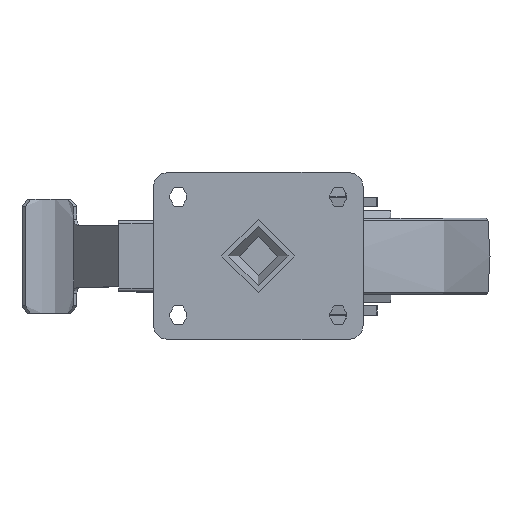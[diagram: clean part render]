
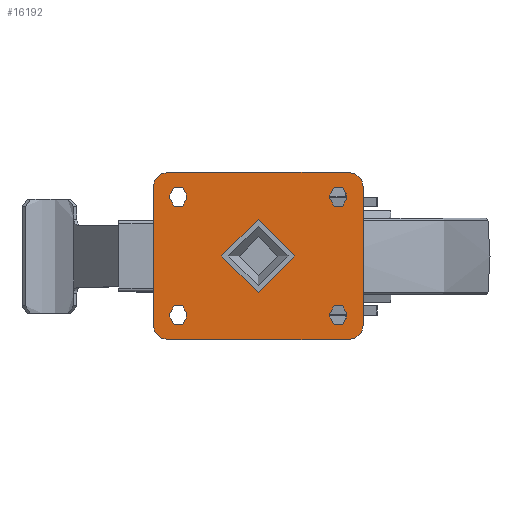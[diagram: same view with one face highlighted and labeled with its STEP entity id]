
A CAD part, top view. The second image highlights one B-rep face of the part: STEP entity #16192.
In plain terms, the highlighted planar face has unit normal (0, 0, 1).
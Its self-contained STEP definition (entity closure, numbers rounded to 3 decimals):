
#1255=FACE_BOUND('',#3199,.T.);
#1256=FACE_BOUND('',#3200,.T.);
#1257=FACE_BOUND('',#3201,.T.);
#1258=FACE_BOUND('',#3202,.T.);
#1259=FACE_BOUND('',#3203,.T.);
#1457=PLANE('',#17542);
#2219=FACE_OUTER_BOUND('',#3198,.T.);
#3198=EDGE_LOOP('',(#11468,#11469,#11470,#11471,#11472,#11473,#11474,#11475));
#3199=EDGE_LOOP('',(#11476));
#3200=EDGE_LOOP('',(#11477,#11478,#11479,#11480));
#3201=EDGE_LOOP('',(#11481,#11482,#11483,#11484));
#3202=EDGE_LOOP('',(#11485,#11486,#11487,#11488));
#3203=EDGE_LOOP('',(#11489,#11490,#11491,#11492));
#4336=LINE('',#23244,#5521);
#4338=LINE('',#23247,#5523);
#4340=LINE('',#23250,#5525);
#4350=LINE('',#23289,#5535);
#4354=LINE('',#23299,#5539);
#4356=LINE('',#23305,#5541);
#4360=LINE('',#23315,#5545);
#4362=LINE('',#23321,#5547);
#4366=LINE('',#23331,#5551);
#4368=LINE('',#23337,#5553);
#4372=LINE('',#23347,#5557);
#4374=LINE('',#23353,#5559);
#5521=VECTOR('',#19056,1000.);
#5523=VECTOR('',#19060,1000.);
#5525=VECTOR('',#19064,1000.);
#5535=VECTOR('',#19100,1000.);
#5539=VECTOR('',#19110,1000.);
#5541=VECTOR('',#19118,1000.);
#5545=VECTOR('',#19128,1000.);
#5547=VECTOR('',#19136,1000.);
#5551=VECTOR('',#19146,1000.);
#5553=VECTOR('',#19154,1000.);
#5557=VECTOR('',#19164,1000.);
#5559=VECTOR('',#19172,1000.);
#6695=CIRCLE('',#17477,24.);
#6704=CIRCLE('',#17491,10.);
#6706=CIRCLE('',#17494,10.);
#6708=CIRCLE('',#17497,10.);
#6710=CIRCLE('',#17500,10.);
#6720=CIRCLE('',#17519,5.5);
#6721=CIRCLE('',#17522,5.5);
#6722=CIRCLE('',#17525,5.5);
#6723=CIRCLE('',#17528,5.5);
#6724=CIRCLE('',#17531,5.5);
#6725=CIRCLE('',#17534,5.5);
#6726=CIRCLE('',#17537,5.5);
#6727=CIRCLE('',#17540,5.5);
#7300=VERTEX_POINT('',#23181);
#7308=VERTEX_POINT('',#23207);
#7309=VERTEX_POINT('',#23208);
#7312=VERTEX_POINT('',#23216);
#7313=VERTEX_POINT('',#23217);
#7316=VERTEX_POINT('',#23225);
#7317=VERTEX_POINT('',#23226);
#7320=VERTEX_POINT('',#23234);
#7321=VERTEX_POINT('',#23235);
#7340=VERTEX_POINT('',#23291);
#7341=VERTEX_POINT('',#23293);
#7342=VERTEX_POINT('',#23297);
#7343=VERTEX_POINT('',#23301);
#7344=VERTEX_POINT('',#23307);
#7345=VERTEX_POINT('',#23309);
#7346=VERTEX_POINT('',#23313);
#7347=VERTEX_POINT('',#23317);
#7348=VERTEX_POINT('',#23323);
#7349=VERTEX_POINT('',#23325);
#7350=VERTEX_POINT('',#23329);
#7351=VERTEX_POINT('',#23333);
#7352=VERTEX_POINT('',#23339);
#7353=VERTEX_POINT('',#23341);
#7354=VERTEX_POINT('',#23345);
#7355=VERTEX_POINT('',#23349);
#8905=EDGE_CURVE('',#7300,#7300,#6695,.T.);
#8917=EDGE_CURVE('',#7308,#7309,#6704,.T.);
#8921=EDGE_CURVE('',#7312,#7313,#6706,.T.);
#8925=EDGE_CURVE('',#7316,#7317,#6708,.T.);
#8929=EDGE_CURVE('',#7320,#7321,#6710,.T.);
#8934=EDGE_CURVE('',#7317,#7320,#4336,.T.);
#8936=EDGE_CURVE('',#7313,#7316,#4338,.T.);
#8938=EDGE_CURVE('',#7309,#7312,#4340,.T.);
#8956=EDGE_CURVE('',#7321,#7308,#4350,.T.);
#8958=EDGE_CURVE('',#7341,#7340,#6720,.T.);
#8961=EDGE_CURVE('',#7340,#7342,#4354,.T.);
#8963=EDGE_CURVE('',#7342,#7343,#6721,.T.);
#8964=EDGE_CURVE('',#7343,#7341,#4356,.T.);
#8966=EDGE_CURVE('',#7345,#7344,#6722,.T.);
#8969=EDGE_CURVE('',#7344,#7346,#4360,.T.);
#8971=EDGE_CURVE('',#7346,#7347,#6723,.T.);
#8972=EDGE_CURVE('',#7347,#7345,#4362,.T.);
#8974=EDGE_CURVE('',#7349,#7348,#6724,.T.);
#8977=EDGE_CURVE('',#7348,#7350,#4366,.T.);
#8979=EDGE_CURVE('',#7350,#7351,#6725,.T.);
#8980=EDGE_CURVE('',#7351,#7349,#4368,.T.);
#8982=EDGE_CURVE('',#7353,#7352,#6726,.T.);
#8985=EDGE_CURVE('',#7352,#7354,#4372,.T.);
#8987=EDGE_CURVE('',#7354,#7355,#6727,.T.);
#8988=EDGE_CURVE('',#7355,#7353,#4374,.T.);
#11468=ORIENTED_EDGE('',*,*,#8929,.F.);
#11469=ORIENTED_EDGE('',*,*,#8934,.F.);
#11470=ORIENTED_EDGE('',*,*,#8925,.F.);
#11471=ORIENTED_EDGE('',*,*,#8936,.F.);
#11472=ORIENTED_EDGE('',*,*,#8921,.F.);
#11473=ORIENTED_EDGE('',*,*,#8938,.F.);
#11474=ORIENTED_EDGE('',*,*,#8917,.F.);
#11475=ORIENTED_EDGE('',*,*,#8956,.F.);
#11476=ORIENTED_EDGE('',*,*,#8905,.F.);
#11477=ORIENTED_EDGE('',*,*,#8988,.T.);
#11478=ORIENTED_EDGE('',*,*,#8982,.T.);
#11479=ORIENTED_EDGE('',*,*,#8985,.T.);
#11480=ORIENTED_EDGE('',*,*,#8987,.T.);
#11481=ORIENTED_EDGE('',*,*,#8980,.T.);
#11482=ORIENTED_EDGE('',*,*,#8974,.T.);
#11483=ORIENTED_EDGE('',*,*,#8977,.T.);
#11484=ORIENTED_EDGE('',*,*,#8979,.T.);
#11485=ORIENTED_EDGE('',*,*,#8972,.T.);
#11486=ORIENTED_EDGE('',*,*,#8966,.T.);
#11487=ORIENTED_EDGE('',*,*,#8969,.T.);
#11488=ORIENTED_EDGE('',*,*,#8971,.T.);
#11489=ORIENTED_EDGE('',*,*,#8964,.T.);
#11490=ORIENTED_EDGE('',*,*,#8958,.T.);
#11491=ORIENTED_EDGE('',*,*,#8961,.T.);
#11492=ORIENTED_EDGE('',*,*,#8963,.T.);
#16192=ADVANCED_FACE('',(#2219,#1255,#1256,#1257,#1258,#1259),#1457,.T.);
#17477=AXIS2_PLACEMENT_3D('',#23183,#18992,#18993);
#17491=AXIS2_PLACEMENT_3D('',#23209,#19023,#19024);
#17494=AXIS2_PLACEMENT_3D('',#23218,#19031,#19032);
#17497=AXIS2_PLACEMENT_3D('',#23227,#19039,#19040);
#17500=AXIS2_PLACEMENT_3D('',#23236,#19047,#19048);
#17519=AXIS2_PLACEMENT_3D('',#23294,#19104,#19105);
#17522=AXIS2_PLACEMENT_3D('',#23303,#19114,#19115);
#17525=AXIS2_PLACEMENT_3D('',#23310,#19122,#19123);
#17528=AXIS2_PLACEMENT_3D('',#23319,#19132,#19133);
#17531=AXIS2_PLACEMENT_3D('',#23326,#19140,#19141);
#17534=AXIS2_PLACEMENT_3D('',#23335,#19150,#19151);
#17537=AXIS2_PLACEMENT_3D('',#23342,#19158,#19159);
#17540=AXIS2_PLACEMENT_3D('',#23351,#19168,#19169);
#17542=AXIS2_PLACEMENT_3D('',#23354,#19173,#19174);
#18992=DIRECTION('center_axis',(0.,0.,1.));
#18993=DIRECTION('ref_axis',(1.,0.,0.));
#19023=DIRECTION('center_axis',(0.,0.,-1.));
#19024=DIRECTION('ref_axis',(-0.707,0.707,0.));
#19031=DIRECTION('center_axis',(0.,0.,-1.));
#19032=DIRECTION('ref_axis',(0.707,0.707,0.));
#19039=DIRECTION('center_axis',(0.,0.,-1.));
#19040=DIRECTION('ref_axis',(0.707,-0.707,0.));
#19047=DIRECTION('center_axis',(0.,0.,-1.));
#19048=DIRECTION('ref_axis',(-0.707,-0.707,0.));
#19056=DIRECTION('',(-1.,0.,0.));
#19060=DIRECTION('',(0.,-1.,0.));
#19064=DIRECTION('',(1.,0.,0.));
#19100=DIRECTION('',(0.,1.,0.));
#19104=DIRECTION('center_axis',(0.,0.,-1.));
#19105=DIRECTION('ref_axis',(1.,0.,0.));
#19110=DIRECTION('',(0.,1.,0.));
#19114=DIRECTION('center_axis',(0.,0.,-1.));
#19115=DIRECTION('ref_axis',(1.,0.,0.));
#19118=DIRECTION('',(0.,-1.,0.));
#19122=DIRECTION('center_axis',(0.,0.,-1.));
#19123=DIRECTION('ref_axis',(1.,0.,0.));
#19128=DIRECTION('',(0.,-1.,0.));
#19132=DIRECTION('center_axis',(0.,0.,-1.));
#19133=DIRECTION('ref_axis',(1.,0.,0.));
#19136=DIRECTION('',(0.,1.,0.));
#19140=DIRECTION('center_axis',(0.,0.,-1.));
#19141=DIRECTION('ref_axis',(-1.,0.,0.));
#19146=DIRECTION('',(0.,1.,0.));
#19150=DIRECTION('center_axis',(0.,0.,-1.));
#19151=DIRECTION('ref_axis',(-1.,0.,0.));
#19154=DIRECTION('',(0.,-1.,0.));
#19158=DIRECTION('center_axis',(0.,0.,-1.));
#19159=DIRECTION('ref_axis',(-1.,0.,0.));
#19164=DIRECTION('',(0.,-1.,0.));
#19168=DIRECTION('center_axis',(0.,0.,-1.));
#19169=DIRECTION('ref_axis',(-1.,0.,0.));
#19172=DIRECTION('',(0.,1.,0.));
#19173=DIRECTION('center_axis',(0.,0.,1.));
#19174=DIRECTION('ref_axis',(1.,0.,0.));
#23181=CARTESIAN_POINT('',(-24.,0.,0.));
#23183=CARTESIAN_POINT('Origin',(0.,0.,0.));
#23207=CARTESIAN_POINT('',(-69.,45.,0.));
#23208=CARTESIAN_POINT('',(-59.,55.,0.));
#23209=CARTESIAN_POINT('Origin',(-59.,45.,0.));
#23216=CARTESIAN_POINT('',(59.,55.,0.));
#23217=CARTESIAN_POINT('',(69.,45.,0.));
#23218=CARTESIAN_POINT('Origin',(59.,45.,0.));
#23225=CARTESIAN_POINT('',(69.,-45.,0.));
#23226=CARTESIAN_POINT('',(59.,-55.,0.));
#23227=CARTESIAN_POINT('Origin',(59.,-45.,0.));
#23234=CARTESIAN_POINT('',(-59.,-55.,0.));
#23235=CARTESIAN_POINT('',(-69.,-45.,0.));
#23236=CARTESIAN_POINT('Origin',(-59.,-45.,0.));
#23244=CARTESIAN_POINT('',(69.,-55.,0.));
#23247=CARTESIAN_POINT('',(69.,55.,0.));
#23250=CARTESIAN_POINT('',(-69.,55.,0.));
#23289=CARTESIAN_POINT('',(-69.,-55.,0.));
#23291=CARTESIAN_POINT('',(-58.,37.5,0.));
#23293=CARTESIAN_POINT('',(-47.,37.5,0.));
#23294=CARTESIAN_POINT('Origin',(-52.5,37.5,0.));
#23297=CARTESIAN_POINT('',(-58.,40.,0.));
#23299=CARTESIAN_POINT('',(-58.,40.,0.));
#23301=CARTESIAN_POINT('',(-47.,40.,0.));
#23303=CARTESIAN_POINT('Origin',(-52.5,40.,0.));
#23305=CARTESIAN_POINT('',(-47.,40.,0.));
#23307=CARTESIAN_POINT('',(-47.,-37.5,0.));
#23309=CARTESIAN_POINT('',(-58.,-37.5,0.));
#23310=CARTESIAN_POINT('Origin',(-52.5,-37.5,0.));
#23313=CARTESIAN_POINT('',(-47.,-40.,0.));
#23315=CARTESIAN_POINT('',(-47.,-40.,0.));
#23317=CARTESIAN_POINT('',(-58.,-40.,0.));
#23319=CARTESIAN_POINT('Origin',(-52.5,-40.,0.));
#23321=CARTESIAN_POINT('',(-58.,-40.,0.));
#23323=CARTESIAN_POINT('',(47.,37.5,0.));
#23325=CARTESIAN_POINT('',(58.,37.5,0.));
#23326=CARTESIAN_POINT('Origin',(52.5,37.5,0.));
#23329=CARTESIAN_POINT('',(47.,40.,0.));
#23331=CARTESIAN_POINT('',(47.,40.,0.));
#23333=CARTESIAN_POINT('',(58.,40.,0.));
#23335=CARTESIAN_POINT('Origin',(52.5,40.,0.));
#23337=CARTESIAN_POINT('',(58.,40.,0.));
#23339=CARTESIAN_POINT('',(58.,-37.5,0.));
#23341=CARTESIAN_POINT('',(47.,-37.5,0.));
#23342=CARTESIAN_POINT('Origin',(52.5,-37.5,0.));
#23345=CARTESIAN_POINT('',(58.,-40.,0.));
#23347=CARTESIAN_POINT('',(58.,-40.,0.));
#23349=CARTESIAN_POINT('',(47.,-40.,0.));
#23351=CARTESIAN_POINT('Origin',(52.5,-40.,0.));
#23353=CARTESIAN_POINT('',(47.,-40.,0.));
#23354=CARTESIAN_POINT('Origin',(0.,0.,0.));
